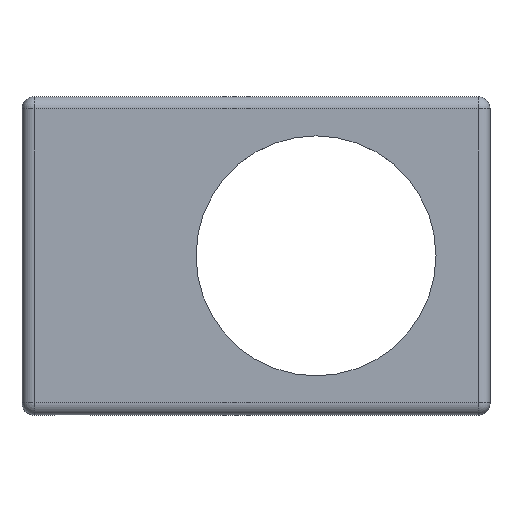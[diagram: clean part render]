
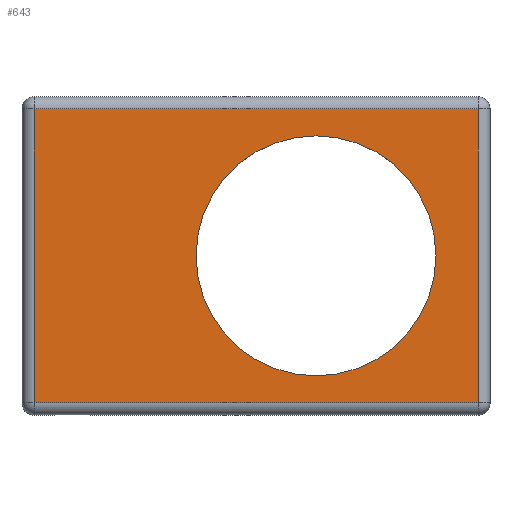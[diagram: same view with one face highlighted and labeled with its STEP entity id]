
A CAD part, top view. The second image highlights one B-rep face of the part: STEP entity #643.
In plain terms, the highlighted planar face has unit normal (0, 0, 1).
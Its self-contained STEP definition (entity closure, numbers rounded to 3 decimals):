
#199 = VERTEX_POINT('',#200);
#200 = CARTESIAN_POINT('',(-47.,-24.5,25.));
#207 = EDGE_CURVE('',#199,#208,#210,.T.);
#208 = VERTEX_POINT('',#209);
#209 = CARTESIAN_POINT('',(-47.,24.5,25.));
#210 = LINE('',#211,#212);
#211 = CARTESIAN_POINT('',(-47.,-26.5,25.));
#212 = VECTOR('',#213,1.);
#213 = DIRECTION('',(0.,1.,0.));
#643 = ADVANCED_FACE('',(#644,#669),#680,.T.);
#644 = FACE_BOUND('',#645,.T.);
#645 = EDGE_LOOP('',(#646,#647,#655,#663));
#646 = ORIENTED_EDGE('',*,*,#207,.F.);
#647 = ORIENTED_EDGE('',*,*,#648,.T.);
#648 = EDGE_CURVE('',#199,#649,#651,.T.);
#649 = VERTEX_POINT('',#650);
#650 = CARTESIAN_POINT('',(27.,-24.5,25.));
#651 = LINE('',#652,#653);
#652 = CARTESIAN_POINT('',(-49.,-24.5,25.));
#653 = VECTOR('',#654,1.);
#654 = DIRECTION('',(1.,0.,0.));
#655 = ORIENTED_EDGE('',*,*,#656,.T.);
#656 = EDGE_CURVE('',#649,#657,#659,.T.);
#657 = VERTEX_POINT('',#658);
#658 = CARTESIAN_POINT('',(27.,24.5,25.));
#659 = LINE('',#660,#661);
#660 = CARTESIAN_POINT('',(27.,-26.5,25.));
#661 = VECTOR('',#662,1.);
#662 = DIRECTION('',(0.,1.,0.));
#663 = ORIENTED_EDGE('',*,*,#664,.F.);
#664 = EDGE_CURVE('',#208,#657,#665,.T.);
#665 = LINE('',#666,#667);
#666 = CARTESIAN_POINT('',(-49.,24.5,25.));
#667 = VECTOR('',#668,1.);
#668 = DIRECTION('',(1.,0.,0.));
#669 = FACE_BOUND('',#670,.T.);
#670 = EDGE_LOOP('',(#671));
#671 = ORIENTED_EDGE('',*,*,#672,.F.);
#672 = EDGE_CURVE('',#673,#673,#675,.T.);
#673 = VERTEX_POINT('',#674);
#674 = CARTESIAN_POINT('',(20.,0.,25.));
#675 = CIRCLE('',#676,20.);
#676 = AXIS2_PLACEMENT_3D('',#677,#678,#679);
#677 = CARTESIAN_POINT('',(0.,0.,25.));
#678 = DIRECTION('',(0.,0.,1.));
#679 = DIRECTION('',(1.,0.,0.));
#680 = PLANE('',#681);
#681 = AXIS2_PLACEMENT_3D('',#682,#683,#684);
#682 = CARTESIAN_POINT('',(-49.,-26.5,25.));
#683 = DIRECTION('',(0.,0.,1.));
#684 = DIRECTION('',(1.,0.,0.));
